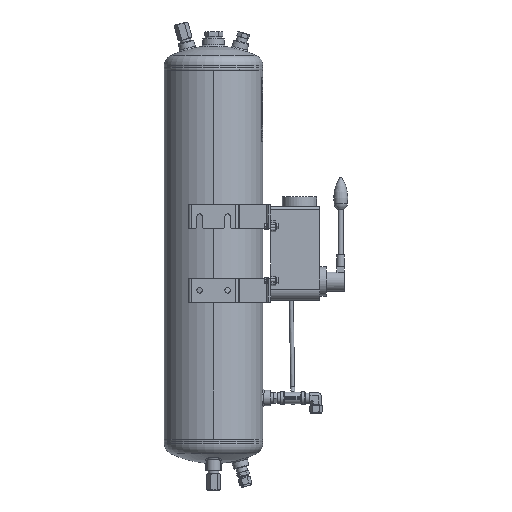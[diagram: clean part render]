
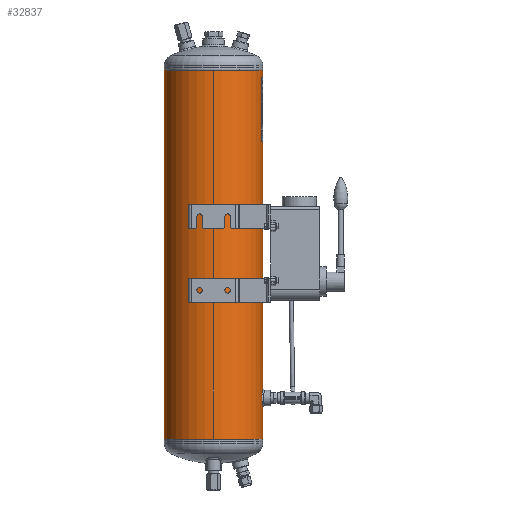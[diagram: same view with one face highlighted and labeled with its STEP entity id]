
A CAD part, left-side view. The second image highlights one B-rep face of the part: STEP entity #32837.
In plain terms, the highlighted cylindrical face has radius 100 mm (diameter 200 mm), a partial arc.
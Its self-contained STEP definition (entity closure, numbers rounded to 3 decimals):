
#2191=B_SPLINE_CURVE_WITH_KNOTS('',3,(#50648,#50649,#50650,#50651,#50652,
#50653,#50654,#50655,#50656,#50657,#50658),.UNSPECIFIED.,.T.,.F.,(1,1,1,
1,1,1,1,1,1,1,1,1,1,1,1),(-0.012,-0.008,-0.004,
0.,0.004,0.008,0.012,0.016,
0.02,0.023,0.027,0.031,
0.035,0.039,0.043),.UNSPECIFIED.);
#2192=B_SPLINE_CURVE_WITH_KNOTS('',3,(#50660,#50661,#50662,#50663,#50664,
#50665,#50666,#50667,#50668,#50669,#50670),.UNSPECIFIED.,.T.,.F.,(1,1,1,
1,1,1,1,1,1,1,1,1,1,1,1),(-0.012,-0.008,-0.004,
0.,0.004,0.008,0.012,0.016,
0.02,0.023,0.027,0.031,
0.035,0.039,0.043),.UNSPECIFIED.);
#2193=B_SPLINE_CURVE_WITH_KNOTS('',3,(#50672,#50673,#50674,#50675,#50676,
#50677,#50678,#50679,#50680,#50681,#50682,#50683,#50684,#50685,#50686,#50687,
#50688,#50689,#50690),.UNSPECIFIED.,.T.,.F.,(1,1,1,1,1,1,1,1,1,1,1,1,1,
1,1,1,1,1,1,1,1,1,1),(-0.018,-0.012,-0.006,
0.,0.006,0.012,0.018,
0.023,0.029,0.035,0.041,
0.047,0.053,0.059,0.065,
0.07,0.076,0.082,0.088,
0.094,0.1,0.106,0.112),
 .UNSPECIFIED.);
#3904=LINE('',#50692,#5986);
#3905=LINE('',#50697,#5987);
#5986=VECTOR('',#42559,1000.);
#5987=VECTOR('',#42562,1000.);
#8073=ORIENTED_EDGE('',*,*,#17657,.T.);
#8074=ORIENTED_EDGE('',*,*,#17658,.T.);
#8075=ORIENTED_EDGE('',*,*,#17659,.T.);
#8076=ORIENTED_EDGE('',*,*,#17660,.T.);
#8077=ORIENTED_EDGE('',*,*,#17661,.T.);
#8078=ORIENTED_EDGE('',*,*,#17662,.F.);
#8079=ORIENTED_EDGE('',*,*,#17663,.F.);
#17657=EDGE_CURVE('',#22449,#22449,#2191,.T.);
#17658=EDGE_CURVE('',#22450,#22450,#2192,.T.);
#17659=EDGE_CURVE('',#22451,#22451,#2193,.T.);
#17660=EDGE_CURVE('',#22452,#22453,#3904,.T.);
#17661=EDGE_CURVE('',#22453,#22454,#25844,.T.);
#17662=EDGE_CURVE('',#22455,#22454,#3905,.T.);
#17663=EDGE_CURVE('',#22452,#22455,#25845,.T.);
#22449=VERTEX_POINT('',#50659);
#22450=VERTEX_POINT('',#50671);
#22451=VERTEX_POINT('',#50691);
#22452=VERTEX_POINT('',#50693);
#22453=VERTEX_POINT('',#50694);
#22454=VERTEX_POINT('',#50696);
#22455=VERTEX_POINT('',#50698);
#25844=CIRCLE('',#39570,100.);
#25845=CIRCLE('',#39571,100.);
#26813=EDGE_LOOP('',(#8073));
#26814=EDGE_LOOP('',(#8074));
#26815=EDGE_LOOP('',(#8075));
#26816=EDGE_LOOP('',(#8076,#8077,#8078,#8079));
#29570=FACE_BOUND('',#26813,.T.);
#29571=FACE_BOUND('',#26814,.T.);
#29572=FACE_BOUND('',#26815,.T.);
#29573=FACE_BOUND('',#26816,.T.);
#32325=CYLINDRICAL_SURFACE('',#39569,100.);
#32837=ADVANCED_FACE('',(#29570,#29571,#29572,#29573),#32325,.T.);
#39569=AXIS2_PLACEMENT_3D('',#50647,#42557,#42558);
#39570=AXIS2_PLACEMENT_3D('',#50695,#42560,#42561);
#39571=AXIS2_PLACEMENT_3D('',#50699,#42563,#42564);
#42557=DIRECTION('',(0.,-1.,0.));
#42558=DIRECTION('',(0.,0.,-1.));
#42559=DIRECTION('',(0.,-1.,0.));
#42560=DIRECTION('',(0.,1.,0.));
#42561=DIRECTION('',(1.,0.,0.));
#42562=DIRECTION('',(0.,-1.,0.));
#42563=DIRECTION('',(0.,1.,0.));
#42564=DIRECTION('',(1.,0.,0.));
#50647=CARTESIAN_POINT('',(0.,750.,0.));
#50648=CARTESIAN_POINT('',(-3.915,48.922,-99.938));
#50649=CARTESIAN_POINT('',(-5.542,44.999,-99.844));
#50650=CARTESIAN_POINT('',(-3.916,41.082,-99.938));
#50651=CARTESIAN_POINT('',(-0.004,39.46,-100.031));
#50652=CARTESIAN_POINT('',(3.917,41.079,-99.938));
#50653=CARTESIAN_POINT('',(5.54,44.999,-99.844));
#50654=CARTESIAN_POINT('',(3.922,48.913,-99.937));
#50655=CARTESIAN_POINT('',(0.006,50.541,-100.031));
#50656=CARTESIAN_POINT('',(-3.915,48.922,-99.938));
#50657=CARTESIAN_POINT('',(-5.542,44.999,-99.844));
#50658=CARTESIAN_POINT('',(-3.916,41.082,-99.938));
#50659=CARTESIAN_POINT('',(-5.,45.,-99.875));
#50660=CARTESIAN_POINT('',(-3.915,158.922,-99.938));
#50661=CARTESIAN_POINT('',(-5.542,154.999,-99.844));
#50662=CARTESIAN_POINT('',(-3.916,151.082,-99.938));
#50663=CARTESIAN_POINT('',(-0.004,149.46,-100.031));
#50664=CARTESIAN_POINT('',(3.917,151.079,-99.938));
#50665=CARTESIAN_POINT('',(5.54,154.999,-99.844));
#50666=CARTESIAN_POINT('',(3.922,158.913,-99.937));
#50667=CARTESIAN_POINT('',(0.006,160.541,-100.031));
#50668=CARTESIAN_POINT('',(-3.915,158.922,-99.938));
#50669=CARTESIAN_POINT('',(-5.542,154.999,-99.844));
#50670=CARTESIAN_POINT('',(-3.916,151.082,-99.938));
#50671=CARTESIAN_POINT('',(-5.,155.,-99.875));
#50672=CARTESIAN_POINT('',(-98.994,672.42,14.208));
#50673=CARTESIAN_POINT('',(-98.806,666.495,15.395));
#50674=CARTESIAN_POINT('',(-98.993,660.6,14.214));
#50675=CARTESIAN_POINT('',(-99.436,655.617,10.88));
#50676=CARTESIAN_POINT('',(-99.878,652.286,5.9));
#50677=CARTESIAN_POINT('',(-100.061,651.109,0.009));
#50678=CARTESIAN_POINT('',(-99.879,652.279,-5.887));
#50679=CARTESIAN_POINT('',(-99.437,655.615,-10.879));
#50680=CARTESIAN_POINT('',(-98.992,660.601,-14.215));
#50681=CARTESIAN_POINT('',(-98.807,666.494,-15.391));
#50682=CARTESIAN_POINT('',(-98.992,672.387,-14.219));
#50683=CARTESIAN_POINT('',(-99.435,677.371,-10.892));
#50684=CARTESIAN_POINT('',(-99.877,680.709,-5.914));
#50685=CARTESIAN_POINT('',(-100.061,681.893,-0.013));
#50686=CARTESIAN_POINT('',(-99.878,680.72,5.889));
#50687=CARTESIAN_POINT('',(-99.437,677.387,10.874));
#50688=CARTESIAN_POINT('',(-98.994,672.42,14.208));
#50689=CARTESIAN_POINT('',(-98.806,666.495,15.395));
#50690=CARTESIAN_POINT('',(-98.993,660.6,14.214));
#50691=CARTESIAN_POINT('',(-98.869,666.5,15.));
#50692=CARTESIAN_POINT('',(0.254,801.561,100.));
#50693=CARTESIAN_POINT('',(0.254,750.,100.));
#50694=CARTESIAN_POINT('',(0.254,0.,100.));
#50695=CARTESIAN_POINT('',(0.,0.,0.));
#50696=CARTESIAN_POINT('',(-0.254,0.,100.));
#50697=CARTESIAN_POINT('',(-0.254,801.561,100.));
#50698=CARTESIAN_POINT('',(-0.254,750.,100.));
#50699=CARTESIAN_POINT('',(0.,750.,0.));
